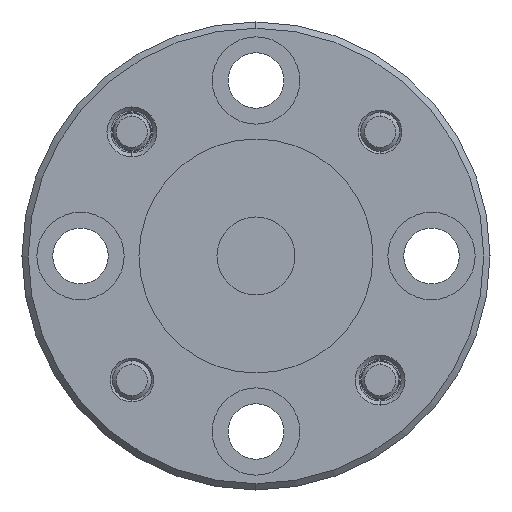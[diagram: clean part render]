
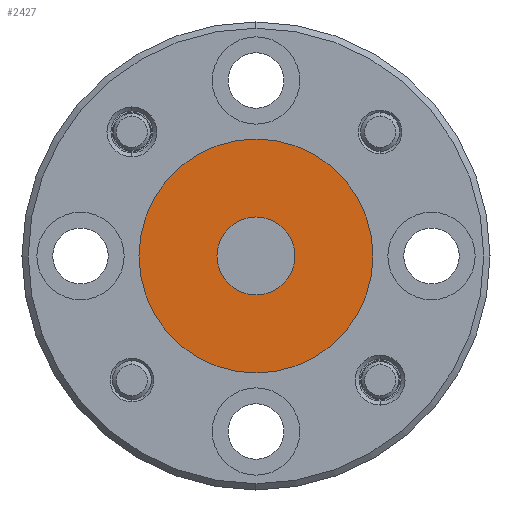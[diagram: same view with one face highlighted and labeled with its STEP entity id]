
A CAD part, left-side view. The second image highlights one B-rep face of the part: STEP entity #2427.
In plain terms, the highlighted planar face has unit normal (-1, 0, 0).
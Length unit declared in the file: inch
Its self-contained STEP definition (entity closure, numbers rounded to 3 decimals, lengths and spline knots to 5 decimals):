
#187 = VERTEX_POINT ( 'NONE', #556 ) ;
#229 = VERTEX_POINT ( 'NONE', #1493 ) ;
#395 = CIRCLE ( 'NONE', #3068, 0.1875 ) ;
#402 = DIRECTION ( 'NONE',  ( 1., 0., 0. ) ) ;
#448 = ORIENTED_EDGE ( 'NONE', *, *, #2144, .F. ) ;
#556 = CARTESIAN_POINT ( 'NONE',  ( -4.0387, 0.63846, 0.96838 ) ) ;
#809 = ORIENTED_EDGE ( 'NONE', *, *, #3538, .F. ) ;
#884 = EDGE_CURVE ( 'NONE', #187, #1886, #1215, .T. ) ;
#1115 = CIRCLE ( 'NONE', #2805, 0.0625 ) ;
#1156 = CARTESIAN_POINT ( 'NONE',  ( -4.0387, 0.63846, 0.84338 ) ) ;
#1196 = CARTESIAN_POINT ( 'NONE',  ( -4.0387, 0.63846, 0.90588 ) ) ;
#1215 = CIRCLE ( 'NONE', #3719, 0.0625 ) ;
#1278 = CARTESIAN_POINT ( 'NONE',  ( -4.0387, 0.63846, 0.90588 ) ) ;
#1327 = DIRECTION ( 'NONE',  ( 0., 0., 1. ) ) ;
#1400 = DIRECTION ( 'NONE',  ( -1., 0., 0. ) ) ;
#1493 = CARTESIAN_POINT ( 'NONE',  ( -4.0387, 0.63846, 0.71838 ) ) ;
#1539 = DIRECTION ( 'NONE',  ( -1., 0., 0. ) ) ;
#1571 = AXIS2_PLACEMENT_3D ( 'NONE', #1196, #3580, #2097 ) ;
#1692 = CARTESIAN_POINT ( 'NONE',  ( -4.0387, 0.82596, 0.90588 ) ) ;
#1726 = FACE_OUTER_BOUND ( 'NONE', #3379, .T. ) ;
#1882 = DIRECTION ( 'NONE',  ( 0., 0., -1. ) ) ;
#1886 = VERTEX_POINT ( 'NONE', #1156 ) ;
#2017 = AXIS2_PLACEMENT_3D ( 'NONE', #1692, #1400, #2278 ) ;
#2091 = ORIENTED_EDGE ( 'NONE', *, *, #884, .F. ) ;
#2097 = DIRECTION ( 'NONE',  ( 0., 0., -1. ) ) ;
#2144 = EDGE_CURVE ( 'NONE', #2444, #229, #395, .T. ) ;
#2166 = CARTESIAN_POINT ( 'NONE',  ( -4.0387, 0.63846, 0.90588 ) ) ;
#2184 = EDGE_CURVE ( 'NONE', #1886, #187, #1115, .T. ) ;
#2275 = FACE_BOUND ( 'NONE', #2425, .T. ) ;
#2278 = DIRECTION ( 'NONE',  ( 0., 0., 1. ) ) ;
#2397 = ORIENTED_EDGE ( 'NONE', *, *, #2184, .F. ) ;
#2425 = EDGE_LOOP ( 'NONE', ( #2091, #2397 ) ) ;
#2427 = ADVANCED_FACE ( 'NONE', ( #2275, #1726 ), #2878, .T. ) ;
#2444 = VERTEX_POINT ( 'NONE', #2646 ) ;
#2646 = CARTESIAN_POINT ( 'NONE',  ( -4.0387, 0.63846, 1.09338 ) ) ;
#2805 = AXIS2_PLACEMENT_3D ( 'NONE', #1278, #1539, #3048 ) ;
#2820 = CIRCLE ( 'NONE', #1571, 0.1875 ) ;
#2828 = DIRECTION ( 'NONE',  ( -1., 0., 0. ) ) ;
#2878 = PLANE ( 'NONE',  #2017 ) ;
#3048 = DIRECTION ( 'NONE',  ( 0., 0., 1. ) ) ;
#3068 = AXIS2_PLACEMENT_3D ( 'NONE', #2166, #402, #1882 ) ;
#3379 = EDGE_LOOP ( 'NONE', ( #809, #448 ) ) ;
#3402 = CARTESIAN_POINT ( 'NONE',  ( -4.0387, 0.63846, 0.90588 ) ) ;
#3538 = EDGE_CURVE ( 'NONE', #229, #2444, #2820, .T. ) ;
#3580 = DIRECTION ( 'NONE',  ( 1., 0., 0. ) ) ;
#3719 = AXIS2_PLACEMENT_3D ( 'NONE', #3402, #2828, #1327 ) ;
